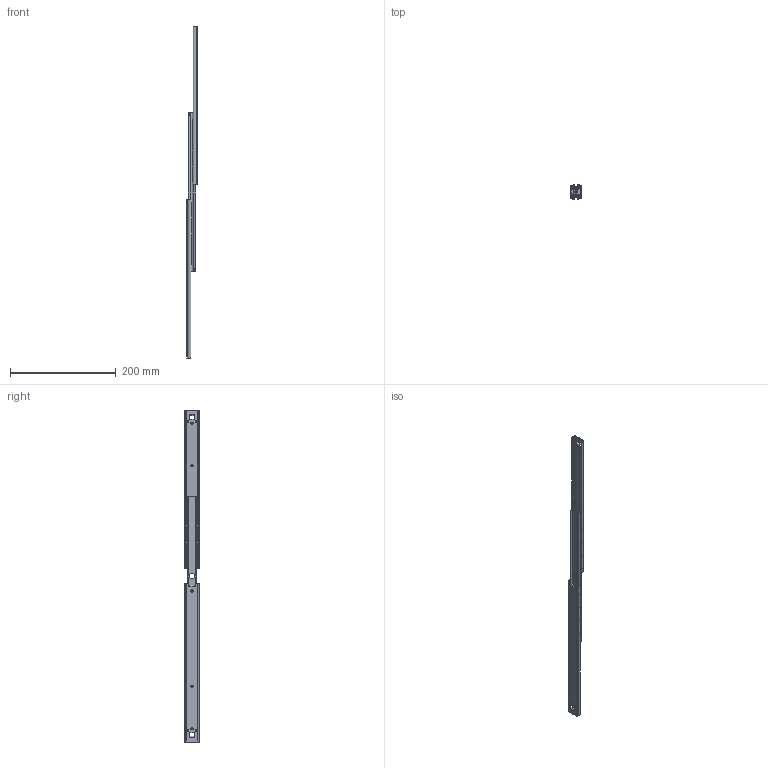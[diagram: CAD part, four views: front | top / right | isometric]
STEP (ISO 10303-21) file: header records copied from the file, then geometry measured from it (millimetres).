
FILE_DESCRIPTION(/* description */ ('Edelstahl- Überauszug Serie 040 300x326'),/* implementation_level */ '2;1');
FILE_NAME(/* name */ '07000057001.stp',/* time_stamp */ '2020-06-18T12:39:16+02:00',/* author */ ('Dennis Bruder'),/* organization */ (''),/* preprocessor_version */ 'ST-DEVELOPER v18',/* originating_system */ 'Autodesk Inventor 2020',/* authorisation */ '');
FILE_SCHEMA (('AUTOMOTIVE_DESIGN { 1 0 10303 214 3 1 1 }'));
Products named in the file (1): 07000057001
Bounding box: 20 x 27.2 x 626.5 mm (x, y, z)
Volume: 54645.2 mm3; surface area: 99736.2 mm2
Topology: 54 solids, 54 shells, 3058 faces, 9370 edges, 6236 vertices
Faces by surface type: plane 1126, cylinder 1008, cone 384, bspline 296, torus 192, sphere 52
Full cylindrical faces by diameter (mm): 4.1 x6, 5.1 x2, 10 x2
Entity records: 116992 total; most frequent: CARTESIAN_POINT 34083, ORIENTED_EDGE 18540, DIRECTION 16674, EDGE_CURVE 9270, AXIS2_PLACEMENT_3D 6271, VERTEX_POINT 6236, LINE 4132, VECTOR 4132
